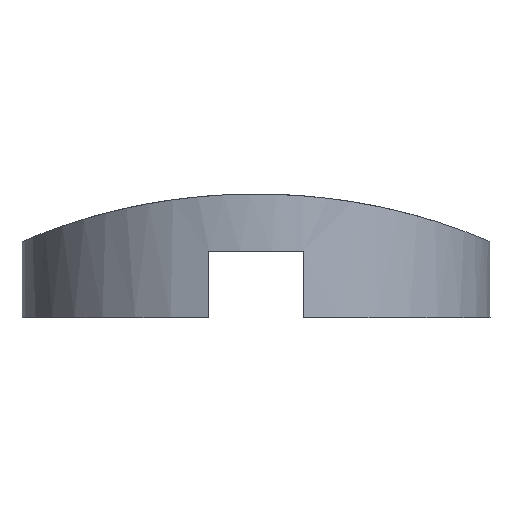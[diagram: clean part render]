
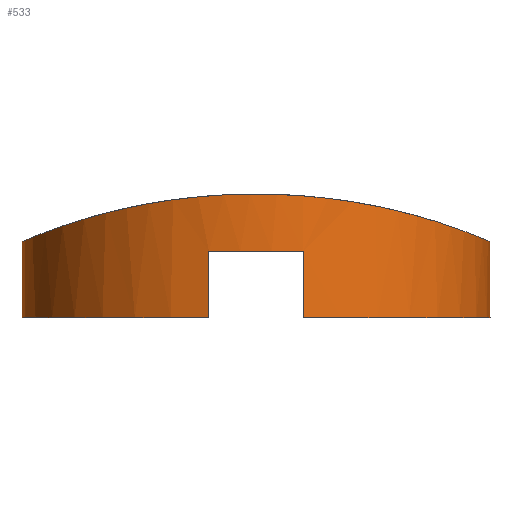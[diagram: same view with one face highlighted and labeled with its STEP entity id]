
A CAD part, left-side view. The second image highlights one B-rep face of the part: STEP entity #533.
In plain terms, the highlighted cylindrical face has radius 5.1 mm (diameter 10.2 mm), a partial arc.
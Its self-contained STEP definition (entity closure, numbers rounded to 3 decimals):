
#24=CIRCLE('',#577,5.1);
#25=CIRCLE('',#579,5.1);
#26=CIRCLE('',#582,5.1);
#30=CYLINDRICAL_SURFACE('',#581,5.1);
#39=FACE_OUTER_BOUND('',#68,.T.);
#68=EDGE_LOOP('',(#388,#389,#390,#391,#392,#393,#394,#395));
#98=B_SPLINE_CURVE_WITH_KNOTS('',3,(#846,#847,#848,#849,#850,#851,#852,
#853,#854,#855,#856,#857,#858,#859,#860,#861,#862,#863,#864,#865,#866,#867,
#868,#869,#870,#871),.UNSPECIFIED.,.F.,.F.,(4,2,2,2,2,2,2,2,2,2,2,2,4),
(0.,0.05,0.109,0.233,
0.433,0.619,0.811,1.003,1.189,
1.39,1.513,1.572,1.622),
 .UNSPECIFIED.);
#137=LINE('',#839,#188);
#138=LINE('',#842,#189);
#139=LINE('',#844,#190);
#140=LINE('',#872,#191);
#188=VECTOR('',#652,10.);
#189=VECTOR('',#655,10.);
#190=VECTOR('',#656,10.);
#191=VECTOR('',#657,10.);
#229=VERTEX_POINT('',#784);
#230=VERTEX_POINT('',#786);
#242=VERTEX_POINT('',#828);
#243=VERTEX_POINT('',#830);
#245=VERTEX_POINT('',#838);
#246=VERTEX_POINT('',#840);
#247=VERTEX_POINT('',#843);
#248=VERTEX_POINT('',#845);
#284=EDGE_CURVE('',#230,#229,#24,.T.);
#298=EDGE_CURVE('',#243,#242,#25,.T.);
#302=EDGE_CURVE('',#242,#245,#137,.T.);
#303=EDGE_CURVE('',#245,#246,#26,.T.);
#304=EDGE_CURVE('',#246,#230,#138,.T.);
#305=EDGE_CURVE('',#229,#247,#139,.T.);
#306=EDGE_CURVE('',#248,#247,#98,.T.);
#307=EDGE_CURVE('',#248,#243,#140,.T.);
#388=ORIENTED_EDGE('',*,*,#302,.T.);
#389=ORIENTED_EDGE('',*,*,#303,.T.);
#390=ORIENTED_EDGE('',*,*,#304,.T.);
#391=ORIENTED_EDGE('',*,*,#284,.T.);
#392=ORIENTED_EDGE('',*,*,#305,.T.);
#393=ORIENTED_EDGE('',*,*,#306,.F.);
#394=ORIENTED_EDGE('',*,*,#307,.T.);
#395=ORIENTED_EDGE('',*,*,#298,.T.);
#533=ADVANCED_FACE('',(#39),#30,.T.);
#577=AXIS2_PLACEMENT_3D('',#787,#630,#631);
#579=AXIS2_PLACEMENT_3D('',#831,#643,#644);
#581=AXIS2_PLACEMENT_3D('',#837,#650,#651);
#582=AXIS2_PLACEMENT_3D('',#841,#653,#654);
#630=DIRECTION('center_axis',(0.,0.,
1.));
#631=DIRECTION('ref_axis',(-1.,0.,0.));
#643=DIRECTION('center_axis',(0.,0.,
1.));
#644=DIRECTION('ref_axis',(-1.,0.,0.));
#650=DIRECTION('center_axis',(0.,0.,
1.));
#651=DIRECTION('ref_axis',(-1.,0.,0.));
#652=DIRECTION('',(0.,0.,1.));
#653=DIRECTION('center_axis',(0.,0.,
1.));
#654=DIRECTION('ref_axis',(-1.,0.,0.));
#655=DIRECTION('',(0.,0.,-1.));
#656=DIRECTION('',(0.,0.,1.));
#657=DIRECTION('',(0.,0.,-1.));
#784=CARTESIAN_POINT('',(-40.893,-5.1,8.35));
#786=CARTESIAN_POINT('',(-45.889,-1.025,8.35));
#787=CARTESIAN_POINT('Origin',(-40.893,0.,8.35));
#828=CARTESIAN_POINT('',(-45.889,1.025,8.35));
#830=CARTESIAN_POINT('',(-40.893,5.1,8.35));
#831=CARTESIAN_POINT('Origin',(-40.893,0.,8.35));
#837=CARTESIAN_POINT('Origin',(-40.893,0.,14.36));
#838=CARTESIAN_POINT('',(-45.889,1.025,9.8));
#839=CARTESIAN_POINT('',(-45.889,1.025,9.093));
#840=CARTESIAN_POINT('',(-45.889,-1.025,9.8));
#841=CARTESIAN_POINT('Origin',(-40.893,0.,9.8));
#842=CARTESIAN_POINT('',(-45.889,-1.025,9.093));
#843=CARTESIAN_POINT('',(-40.893,-5.1,10.013));
#844=CARTESIAN_POINT('',(-40.893,-5.1,8.35));
#845=CARTESIAN_POINT('',(-40.893,5.1,10.013));
#846=CARTESIAN_POINT('Ctrl Pts',(-40.893,5.1,10.013));
#847=CARTESIAN_POINT('Ctrl Pts',(-41.06,5.1,10.013));
#848=CARTESIAN_POINT('Ctrl Pts',(-41.226,5.092,10.016));
#849=CARTESIAN_POINT('Ctrl Pts',(-41.587,5.056,10.032));
#850=CARTESIAN_POINT('Ctrl Pts',(-41.782,5.026,10.045));
#851=CARTESIAN_POINT('Ctrl Pts',(-42.375,4.897,10.098));
#852=CARTESIAN_POINT('Ctrl Pts',(-42.761,4.763,10.154));
#853=CARTESIAN_POINT('Ctrl Pts',(-43.718,4.297,10.33));
#854=CARTESIAN_POINT('Ctrl Pts',(-44.246,3.898,10.468));
#855=CARTESIAN_POINT('Ctrl Pts',(-45.091,2.96,10.722));
#856=CARTESIAN_POINT('Ctrl Pts',(-45.416,2.436,10.836));
#857=CARTESIAN_POINT('Ctrl Pts',(-45.873,1.272,11.002));
#858=CARTESIAN_POINT('Ctrl Pts',(-45.993,0.641,11.05));
#859=CARTESIAN_POINT('Ctrl Pts',(-45.993,-0.641,11.05));
#860=CARTESIAN_POINT('Ctrl Pts',(-45.873,-1.272,11.002));
#861=CARTESIAN_POINT('Ctrl Pts',(-45.416,-2.436,10.836));
#862=CARTESIAN_POINT('Ctrl Pts',(-45.091,-2.96,10.722));
#863=CARTESIAN_POINT('Ctrl Pts',(-44.246,-3.898,10.468));
#864=CARTESIAN_POINT('Ctrl Pts',(-43.718,-4.297,10.33));
#865=CARTESIAN_POINT('Ctrl Pts',(-42.761,-4.763,10.154));
#866=CARTESIAN_POINT('Ctrl Pts',(-42.375,-4.897,10.098));
#867=CARTESIAN_POINT('Ctrl Pts',(-41.782,-5.026,10.045));
#868=CARTESIAN_POINT('Ctrl Pts',(-41.587,-5.056,10.032));
#869=CARTESIAN_POINT('Ctrl Pts',(-41.226,-5.092,10.016));
#870=CARTESIAN_POINT('Ctrl Pts',(-41.06,-5.1,10.013));
#871=CARTESIAN_POINT('Ctrl Pts',(-40.893,-5.1,10.013));
#872=CARTESIAN_POINT('',(-40.893,5.1,10.013));
